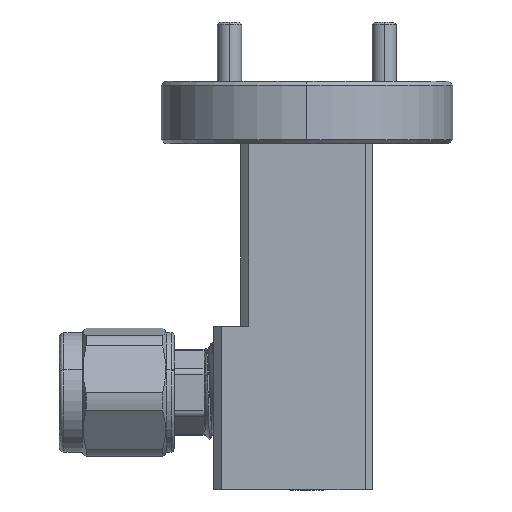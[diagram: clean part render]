
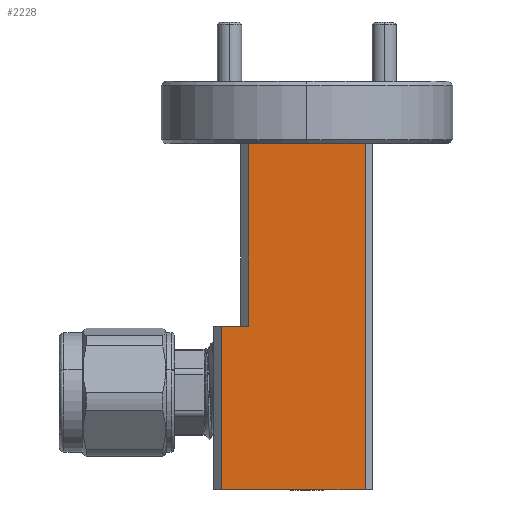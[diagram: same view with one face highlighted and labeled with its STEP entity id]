
A CAD part, left-side view. The second image highlights one B-rep face of the part: STEP entity #2228.
In plain terms, the highlighted planar face has unit normal (-1, 0, 0).
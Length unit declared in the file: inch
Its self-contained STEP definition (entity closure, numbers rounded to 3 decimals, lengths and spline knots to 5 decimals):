
#272 = DIRECTION ( 'NONE',  ( 0., 0., -1. ) ) ;
#325 = LINE ( 'NONE', #2398, #6572 ) ;
#337 = DIRECTION ( 'NONE',  ( 0., 1., 0. ) ) ;
#790 = CARTESIAN_POINT ( 'NONE',  ( -0.17, 0.15, -0.63 ) ) ;
#831 = VERTEX_POINT ( 'NONE', #5051 ) ;
#936 = DIRECTION ( 'NONE',  ( 0., 0., -1. ) ) ;
#1080 = VECTOR ( 'NONE', #3583, 39.37008 ) ;
#1212 = DIRECTION ( 'NONE',  ( 0., 1., 0. ) ) ;
#1242 = LINE ( 'NONE', #4870, #4646 ) ;
#1382 = EDGE_CURVE ( 'NONE', #5754, #6480, #5635, .T. ) ;
#1430 = CARTESIAN_POINT ( 'NONE',  ( -0.17, -0.17, -1.05 ) ) ;
#1602 = ORIENTED_EDGE ( 'NONE', *, *, #5939, .T. ) ;
#1612 = CARTESIAN_POINT ( 'NONE',  ( -0.17, -0.15, -0.16 ) ) ;
#1650 = ORIENTED_EDGE ( 'NONE', *, *, #6276, .T. ) ;
#1936 = LINE ( 'NONE', #1430, #1080 ) ;
#2227 = EDGE_CURVE ( 'NONE', #4256, #4429, #325, .T. ) ;
#2228 = ADVANCED_FACE ( 'NONE', ( #5096 ), #5055, .F. ) ;
#2398 = CARTESIAN_POINT ( 'NONE',  ( -0.17, -0.15, -2.63263 ) ) ;
#2575 = ORIENTED_EDGE ( 'NONE', *, *, #1382, .T. ) ;
#2677 = EDGE_LOOP ( 'NONE', ( #1650, #5187, #2575, #6703, #1602, #5697 ) ) ;
#2963 = DIRECTION ( 'NONE',  ( 0., 1., 0. ) ) ;
#3021 = EDGE_CURVE ( 'NONE', #6480, #6371, #4089, .T. ) ;
#3030 = DIRECTION ( 'NONE',  ( 1., 0., 0. ) ) ;
#3161 = VECTOR ( 'NONE', #936, 39.37008 ) ;
#3557 = VECTOR ( 'NONE', #337, 39.37008 ) ;
#3566 = DIRECTION ( 'NONE',  ( 0., 0., 1. ) ) ;
#3576 = CARTESIAN_POINT ( 'NONE',  ( -0.17, 0.22, -1.05 ) ) ;
#3583 = DIRECTION ( 'NONE',  ( 0., -1., 0. ) ) ;
#4055 = CARTESIAN_POINT ( 'NONE',  ( -0.17, -0.17, -2.63263 ) ) ;
#4089 = LINE ( 'NONE', #5718, #3161 ) ;
#4096 = VECTOR ( 'NONE', #272, 39.37008 ) ;
#4218 = AXIS2_PLACEMENT_3D ( 'NONE', #4055, #3030, #2963 ) ;
#4256 = VERTEX_POINT ( 'NONE', #5389 ) ;
#4429 = VERTEX_POINT ( 'NONE', #1612 ) ;
#4646 = VECTOR ( 'NONE', #1212, 39.37008 ) ;
#4870 = CARTESIAN_POINT ( 'NONE',  ( -0.17, -0.17, -0.16 ) ) ;
#5040 = LINE ( 'NONE', #790, #4096 ) ;
#5051 = CARTESIAN_POINT ( 'NONE',  ( -0.17, 0.15, -0.16 ) ) ;
#5055 = PLANE ( 'NONE',  #4218 ) ;
#5096 = FACE_OUTER_BOUND ( 'NONE', #2677, .T. ) ;
#5187 = ORIENTED_EDGE ( 'NONE', *, *, #5822, .T. ) ;
#5389 = CARTESIAN_POINT ( 'NONE',  ( -0.17, -0.15, -1.05 ) ) ;
#5570 = CARTESIAN_POINT ( 'NONE',  ( -0.17, 0.15, -0.63 ) ) ;
#5635 = LINE ( 'NONE', #6766, #3557 ) ;
#5697 = ORIENTED_EDGE ( 'NONE', *, *, #2227, .T. ) ;
#5718 = CARTESIAN_POINT ( 'NONE',  ( -0.17, 0.22, -2.63263 ) ) ;
#5754 = VERTEX_POINT ( 'NONE', #5570 ) ;
#5822 = EDGE_CURVE ( 'NONE', #831, #5754, #5040, .T. ) ;
#5939 = EDGE_CURVE ( 'NONE', #6371, #4256, #1936, .T. ) ;
#6276 = EDGE_CURVE ( 'NONE', #4429, #831, #1242, .T. ) ;
#6371 = VERTEX_POINT ( 'NONE', #3576 ) ;
#6480 = VERTEX_POINT ( 'NONE', #6759 ) ;
#6572 = VECTOR ( 'NONE', #3566, 39.37008 ) ;
#6703 = ORIENTED_EDGE ( 'NONE', *, *, #3021, .T. ) ;
#6759 = CARTESIAN_POINT ( 'NONE',  ( -0.17, 0.22, -0.63 ) ) ;
#6766 = CARTESIAN_POINT ( 'NONE',  ( -0.17, -0.75009, -0.63 ) ) ;
